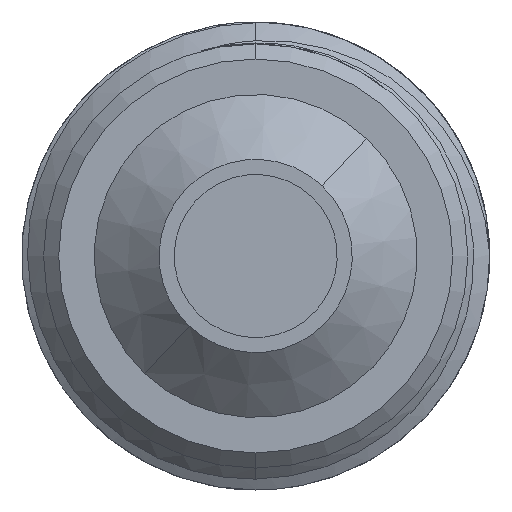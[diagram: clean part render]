
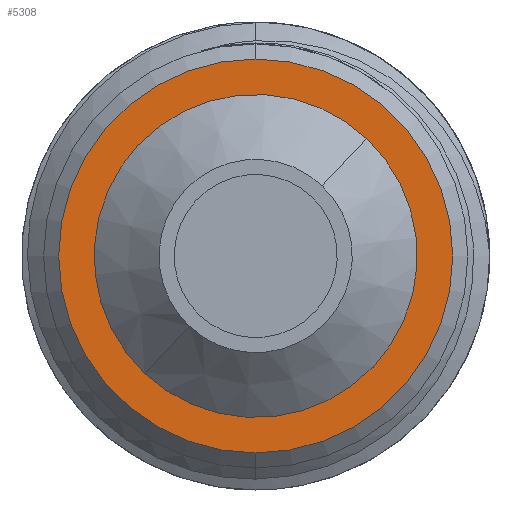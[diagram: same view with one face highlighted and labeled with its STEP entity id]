
A CAD part, front view. The second image highlights one B-rep face of the part: STEP entity #5308.
In plain terms, the highlighted planar face has unit normal (0, -1, 0).
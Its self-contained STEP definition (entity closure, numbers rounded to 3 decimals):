
#180 = DIRECTION ( 'NONE',  ( 0., 0., -1. ) ) ;
#201 = DIRECTION ( 'NONE',  ( 0., -1., 0. ) ) ;
#426 = CIRCLE ( 'NONE', #4505, 5.35 ) ;
#448 = EDGE_LOOP ( 'NONE', ( #3375, #5082 ) ) ;
#522 = CIRCLE ( 'NONE', #3932, 6.525 ) ;
#677 = CARTESIAN_POINT ( 'NONE',  ( 0., 0., 0. ) ) ;
#826 = EDGE_CURVE ( 'NONE', #5056, #4651, #1538, .T. ) ;
#893 = CARTESIAN_POINT ( 'NONE',  ( 3.678, 0., 3.885 ) ) ;
#1185 = CARTESIAN_POINT ( 'NONE',  ( 0., 0., 0. ) ) ;
#1272 = DIRECTION ( 'NONE',  ( 0., 0., -1. ) ) ;
#1358 = EDGE_CURVE ( 'NONE', #4709, #2813, #522, .T. ) ;
#1419 = EDGE_LOOP ( 'NONE', ( #4041, #5984 ) ) ;
#1538 = CIRCLE ( 'NONE', #5225, 5.35 ) ;
#1655 = EDGE_CURVE ( 'NONE', #2813, #4709, #3637, .T. ) ;
#2058 = DIRECTION ( 'NONE',  ( 0., -1., 0. ) ) ;
#2603 = DIRECTION ( 'NONE',  ( 0., 0., -1. ) ) ;
#2813 = VERTEX_POINT ( 'NONE', #4662 ) ;
#2957 = FACE_BOUND ( 'NONE', #448, .T. ) ;
#3375 = ORIENTED_EDGE ( 'NONE', *, *, #826, .F. ) ;
#3637 = CIRCLE ( 'NONE', #3826, 6.525 ) ;
#3826 = AXIS2_PLACEMENT_3D ( 'NONE', #4796, #5622, #5223 ) ;
#3932 = AXIS2_PLACEMENT_3D ( 'NONE', #1185, #4499, #4898 ) ;
#4036 = EDGE_CURVE ( 'NONE', #4651, #5056, #426, .T. ) ;
#4041 = ORIENTED_EDGE ( 'NONE', *, *, #1358, .T. ) ;
#4352 = CARTESIAN_POINT ( 'NONE',  ( 7.025, 0., 0. ) ) ;
#4499 = DIRECTION ( 'NONE',  ( 0., -1., 0. ) ) ;
#4505 = AXIS2_PLACEMENT_3D ( 'NONE', #5445, #201, #1272 ) ;
#4530 = DIRECTION ( 'NONE',  ( 0., -1., 0. ) ) ;
#4651 = VERTEX_POINT ( 'NONE', #893 ) ;
#4662 = CARTESIAN_POINT ( 'NONE',  ( 0., 0., -6.525 ) ) ;
#4709 = VERTEX_POINT ( 'NONE', #5898 ) ;
#4796 = CARTESIAN_POINT ( 'NONE',  ( 0., 0., 0. ) ) ;
#4812 = PLANE ( 'NONE',  #4828 ) ;
#4828 = AXIS2_PLACEMENT_3D ( 'NONE', #4352, #4530, #180 ) ;
#4898 = DIRECTION ( 'NONE',  ( 0., 0., -1. ) ) ;
#5032 = CARTESIAN_POINT ( 'NONE',  ( -3.678, 0., -3.885 ) ) ;
#5056 = VERTEX_POINT ( 'NONE', #5032 ) ;
#5082 = ORIENTED_EDGE ( 'NONE', *, *, #4036, .F. ) ;
#5223 = DIRECTION ( 'NONE',  ( 0., 0., -1. ) ) ;
#5225 = AXIS2_PLACEMENT_3D ( 'NONE', #677, #2058, #2603 ) ;
#5308 = ADVANCED_FACE ( 'NONE', ( #2957, #5755 ), #4812, .T. ) ;
#5445 = CARTESIAN_POINT ( 'NONE',  ( 0., 0., 0. ) ) ;
#5622 = DIRECTION ( 'NONE',  ( 0., -1., 0. ) ) ;
#5755 = FACE_OUTER_BOUND ( 'NONE', #1419, .T. ) ;
#5898 = CARTESIAN_POINT ( 'NONE',  ( 0., 0., 6.525 ) ) ;
#5984 = ORIENTED_EDGE ( 'NONE', *, *, #1655, .T. ) ;
